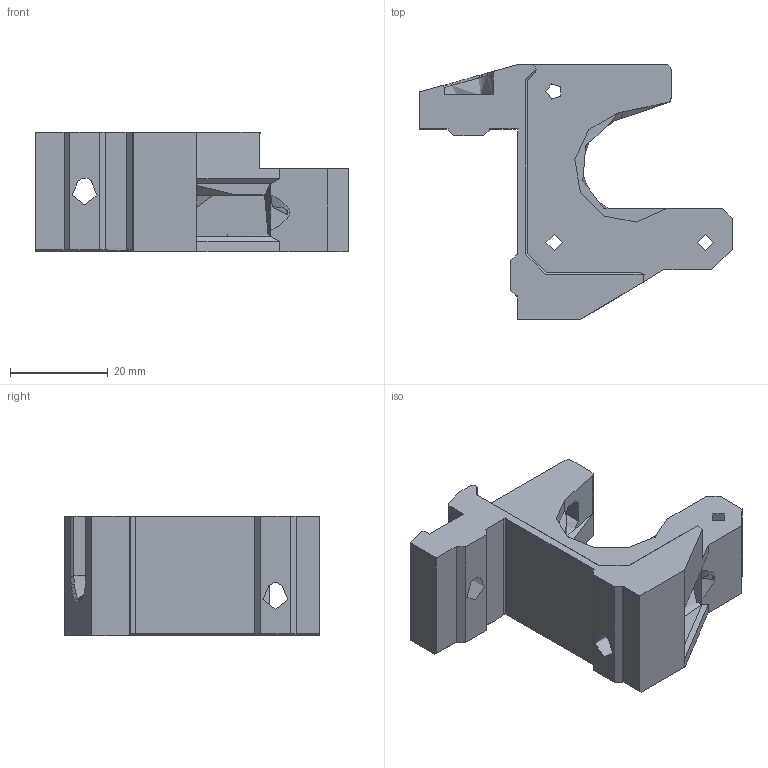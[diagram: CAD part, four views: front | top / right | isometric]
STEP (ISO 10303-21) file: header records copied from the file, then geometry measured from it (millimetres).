
FILE_DESCRIPTION(/* description */ ('','CAx-IF Rec.Pracs.---Representation and Presentation of Product Manufacturing Information (PMI)---4.0---2014-10-13'),/* implementation_level */ '2;1');
FILE_NAME(/* name */ 'motor_mount.step',/* time_stamp */ '2025-06-18T17:17:16+05:30',/* author */ (''),/* organization */ (''),/* preprocessor_version */ 'ST-DEVELOPER v20',/* originating_system */ 'Autodesk Translation Framework v13.20.0.188',/* authorisation */ '');
FILE_SCHEMA (('AP242_MANAGED_MODEL_BASED_3D_ENGINEERING_MIM_LF { 1 0 10303 442 1 1 4 }'));
Length unit declared in the file: millimetre
Products named in the file (1): (Unsaved)
Bounding box: 64 x 52.2 x 24.4 mm (x, y, z)
Volume: 26881 mm3; surface area: 11618 mm2
Topology: 1 solids, 7 shells, 203 faces, 572 edges, 377 vertices
Faces by surface type: plane 159, cylinder 19, cone 11, bspline 9, torus 5
Full cylindrical faces by diameter (mm): 3.3 x3, 5.9 x3
Entity records: 22602 total; most frequent: CARTESIAN_POINT 17456, ORIENTED_EDGE 1132, DIRECTION 952, EDGE_CURVE 566, LINE 396, VECTOR 396, VERTEX_POINT 377, AXIS2_PLACEMENT_3D 278
